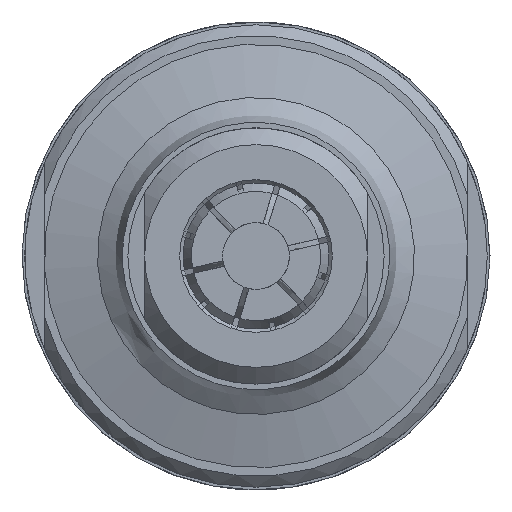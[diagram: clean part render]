
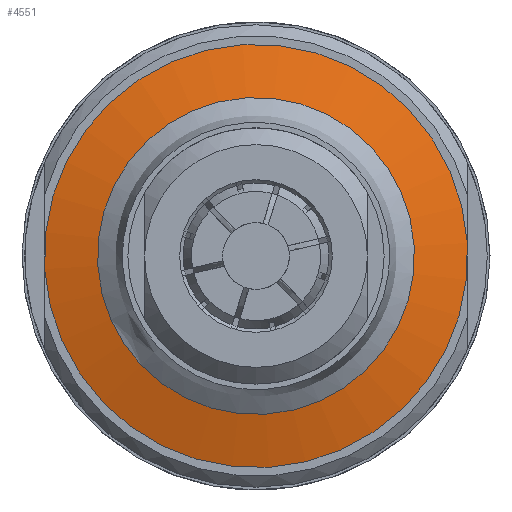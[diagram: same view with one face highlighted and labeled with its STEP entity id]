
A CAD part, left-side view. The second image highlights one B-rep face of the part: STEP entity #4551.
In plain terms, the highlighted conical face has half-angle 75 degrees and reference radius 16.612 mm.
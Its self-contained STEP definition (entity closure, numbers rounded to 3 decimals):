
#4517=CARTESIAN_POINT('',(-89.58,11.854,-7.86));
#4518=VERTEX_POINT('',#4517);
#4519=CARTESIAN_POINT('',(-89.58,0.,0.));
#4520=DIRECTION('',(1.,0.,0.));
#4521=DIRECTION('',(0.,0.833,-0.553));
#4522=AXIS2_PLACEMENT_3D('',#4519,#4520,#4521);
#4523=CIRCLE('',#4522,14.224);
#4524=EDGE_CURVE('',#4518,#4518,#4523,.T.);
#4532=CARTESIAN_POINT('',(-88.94,0.,0.));
#4533=DIRECTION('',(1.0,0.,0.));
#4534=DIRECTION('',(0.,0.833,-0.553));
#4535=AXIS2_PLACEMENT_3D('',#4532,#4533,#4534);
#4536=CONICAL_SURFACE('',#4535,16.612,75.);
#4537=CARTESIAN_POINT('',(-88.3,15.835,-10.5));
#4538=VERTEX_POINT('',#4537);
#4539=CARTESIAN_POINT('',(-88.3,0.,0.));
#4540=DIRECTION('',(1.0,0.,0.));
#4541=DIRECTION('',(0.,0.833,-0.553));
#4542=AXIS2_PLACEMENT_3D('',#4539,#4540,#4541);
#4543=CIRCLE('',#4542,19.0);
#4544=EDGE_CURVE('',#4538,#4538,#4543,.T.);
#4545=ORIENTED_EDGE('',*,*,#4544,.F.);
#4546=EDGE_LOOP('',(#4545));
#4547=FACE_OUTER_BOUND('',#4546,.T.);
#4548=ORIENTED_EDGE('',*,*,#4524,.T.);
#4549=EDGE_LOOP('',(#4548));
#4550=FACE_BOUND('',#4549,.T.);
#4551=ADVANCED_FACE('',(#4547,#4550),#4536,.T.);
